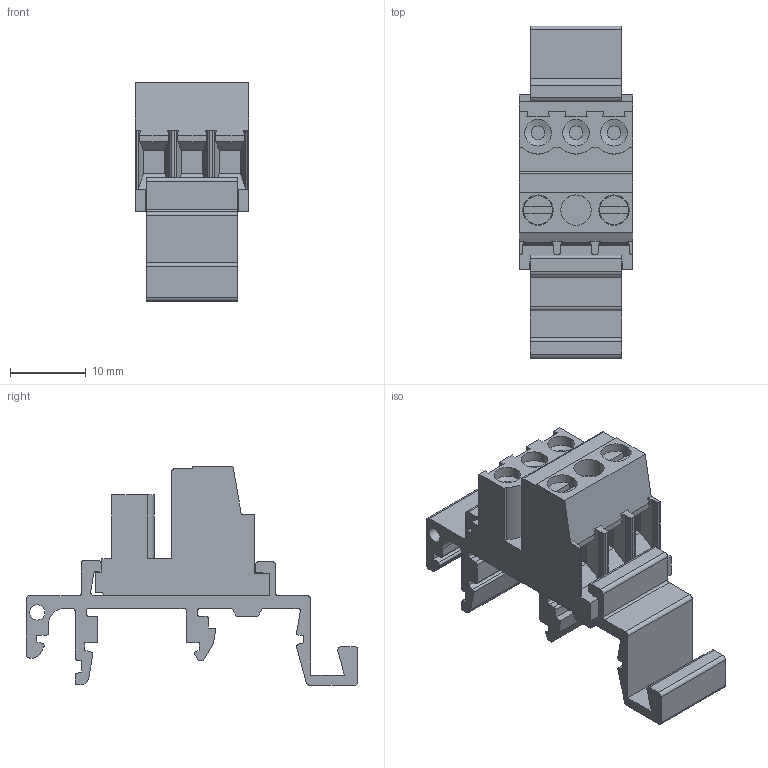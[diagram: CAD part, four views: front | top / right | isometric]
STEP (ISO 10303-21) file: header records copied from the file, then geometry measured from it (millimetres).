
FILE_DESCRIPTION(('STEP AP214'),'1');
FILE_NAME('SVR02-10-DR.stp','2021-02-15T15:07:51',(' '),(' '),'Spatial InterOp 3D',' ',' ');
FILE_SCHEMA(('AUTOMOTIVE_DESIGN { 1 0 10303 214 1 1 1 1 }'));
Length unit declared in the file: metre
Products named in the file (1): 1613401247
Bounding box: 15 x 43.7 x 28.8 mm (x, y, z)
Volume: 5405.8 mm3; surface area: 4843.5 mm2
Topology: 1 solids, 1 shells, 289 faces, 789 edges, 519 vertices
Faces by surface type: plane 216, cylinder 68, cone 5
Full cylindrical faces by diameter (mm): 1.8 x3, 2 x1, 2.6 x2, 3.5 x3, 3.8 x2, 4 x3
Entity records: 11232 total; most frequent: CARTESIAN_POINT 1565, ORIENTED_EDGE 1526, DIRECTION 1485, EDGE_CURVE 763, LINE 621, VECTOR 621, VERTEX_POINT 512, AXIS2_PLACEMENT_3D 432
